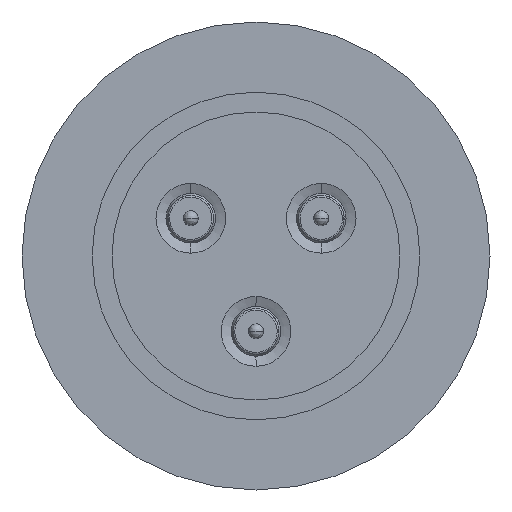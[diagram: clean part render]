
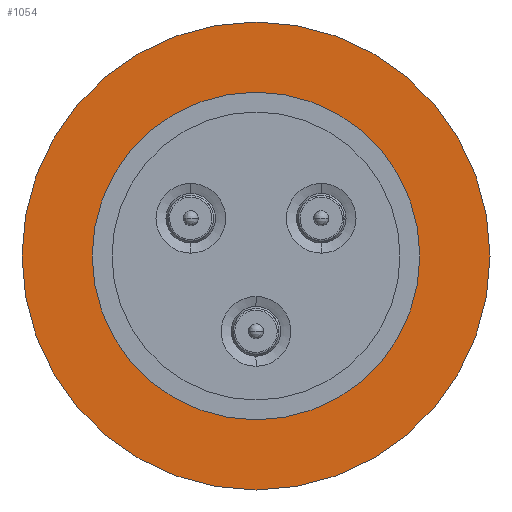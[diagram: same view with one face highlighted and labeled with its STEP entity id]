
A CAD part, front view. The second image highlights one B-rep face of the part: STEP entity #1054.
In plain terms, the highlighted planar face has unit normal (0, -1, 0).
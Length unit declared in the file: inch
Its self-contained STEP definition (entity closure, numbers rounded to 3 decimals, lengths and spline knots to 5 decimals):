
#116 = EDGE_CURVE ( 'NONE', #6072, #6076, #1578, .T. ) ;
#119 = EDGE_CURVE ( 'NONE', #6084, #6059, #1583, .T. ) ;
#133 = EDGE_CURVE ( 'NONE', #6059, #6084, #1605, .T. ) ;
#134 = EDGE_CURVE ( 'NONE', #6076, #6072, #1606, .T. ) ;
#1054 = ADVANCED_FACE ( 'NONE', ( #3276, #3282 ), #6926, .T. ) ;
#1578 = CIRCLE ( 'NONE', #9283, 1.475 ) ;
#1583 = CIRCLE ( 'NONE', #9284, 1.0325 ) ;
#1605 = CIRCLE ( 'NONE', #9294, 1.0325 ) ;
#1606 = CIRCLE ( 'NONE', #9295, 1.475 ) ;
#1984 = CARTESIAN_POINT ( 'NONE',  ( 0., -0.1, 0. ) ) ;
#1985 = DIRECTION ( 'NONE',  ( 0., 1., 0. ) ) ;
#1986 = DIRECTION ( 'NONE',  ( 1., 0., 0. ) ) ;
#1991 = CARTESIAN_POINT ( 'NONE',  ( 0., -0.1, 0. ) ) ;
#1992 = DIRECTION ( 'NONE',  ( 0., 1., 0. ) ) ;
#1993 = DIRECTION ( 'NONE',  ( 1., 0., 0. ) ) ;
#2027 = CARTESIAN_POINT ( 'NONE',  ( 0., -0.1, 0. ) ) ;
#2028 = DIRECTION ( 'NONE',  ( 0., 1., 0. ) ) ;
#2029 = DIRECTION ( 'NONE',  ( 1., 0., 0. ) ) ;
#2030 = CARTESIAN_POINT ( 'NONE',  ( 0., -0.1, 0. ) ) ;
#2031 = DIRECTION ( 'NONE',  ( 0., 1., 0. ) ) ;
#2032 = DIRECTION ( 'NONE',  ( 1., 0., 0. ) ) ;
#2203 = ORIENTED_EDGE ( 'NONE', *, *, #134, .F. ) ;
#2217 = ORIENTED_EDGE ( 'NONE', *, *, #133, .T. ) ;
#2218 = ORIENTED_EDGE ( 'NONE', *, *, #116, .F. ) ;
#2219 = ORIENTED_EDGE ( 'NONE', *, *, #119, .T. ) ;
#2917 = CARTESIAN_POINT ( 'NONE',  ( 1.0325, -0.1, 0. ) ) ;
#2930 = CARTESIAN_POINT ( 'NONE',  ( 1.475, -0.1, 0. ) ) ;
#2934 = CARTESIAN_POINT ( 'NONE',  ( -1.475, -0.1, 0. ) ) ;
#2942 = CARTESIAN_POINT ( 'NONE',  ( -1.0325, -0.1, 0. ) ) ;
#3276 = FACE_BOUND ( 'NONE', #8298, .T. ) ;
#3282 = FACE_OUTER_BOUND ( 'NONE', #8290, .T. ) ;
#4012 = AXIS2_PLACEMENT_3D ( 'NONE', #6923, #6928, #6929 ) ;
#6059 = VERTEX_POINT ( 'NONE', #2917 ) ;
#6072 = VERTEX_POINT ( 'NONE', #2930 ) ;
#6076 = VERTEX_POINT ( 'NONE', #2934 ) ;
#6084 = VERTEX_POINT ( 'NONE', #2942 ) ;
#6923 = CARTESIAN_POINT ( 'NONE',  ( 0., -0.1, 0. ) ) ;
#6926 = PLANE ( 'NONE',  #4012 ) ;
#6928 = DIRECTION ( 'NONE',  ( 0., -1., 0. ) ) ;
#6929 = DIRECTION ( 'NONE',  ( -1., 0., 0. ) ) ;
#8290 = EDGE_LOOP ( 'NONE', ( #2218, #2203 ) ) ;
#8298 = EDGE_LOOP ( 'NONE', ( #2217, #2219 ) ) ;
#9283 = AXIS2_PLACEMENT_3D ( 'NONE', #1984, #1985, #1986 ) ;
#9284 = AXIS2_PLACEMENT_3D ( 'NONE', #1991, #1992, #1993 ) ;
#9294 = AXIS2_PLACEMENT_3D ( 'NONE', #2027, #2028, #2029 ) ;
#9295 = AXIS2_PLACEMENT_3D ( 'NONE', #2030, #2031, #2032 ) ;
